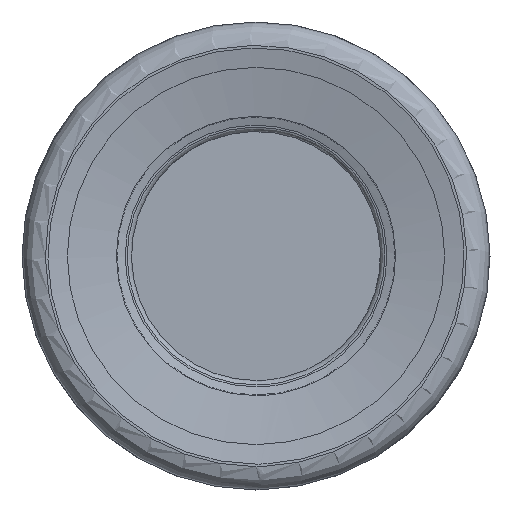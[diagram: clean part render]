
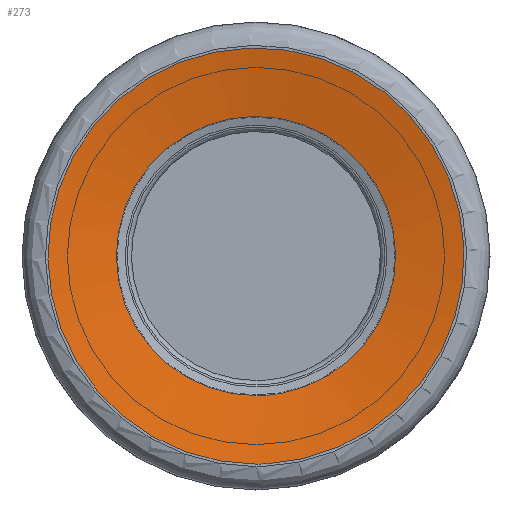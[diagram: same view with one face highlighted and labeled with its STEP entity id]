
A CAD part, left-side view. The second image highlights one B-rep face of the part: STEP entity #273.
In plain terms, the highlighted face is a revolution surface.
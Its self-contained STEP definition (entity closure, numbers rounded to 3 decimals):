
#47=SURFACE_OF_REVOLUTION('',#71,#63);
#63=AXIS1_PLACEMENT('',#734,#611);
#71=LINE('',#733,#79);
#79=VECTOR('',#610,5.011);
#244=FACE_BOUND('',#331,.T.);
#245=FACE_BOUND('',#332,.T.);
#273=ADVANCED_FACE('',(#244,#245),#47,.T.);
#331=EDGE_LOOP('',(#385));
#332=EDGE_LOOP('',(#386));
#385=ORIENTED_EDGE('',*,*,#426,.F.);
#386=ORIENTED_EDGE('',*,*,#440,.T.);
#399=VERTEX_POINT('',#650);
#413=VERTEX_POINT('',#730);
#426=EDGE_CURVE('',#399,#399,#453,.T.);
#440=EDGE_CURVE('',#413,#413,#467,.T.);
#453=CIRCLE('',#493,14.228);
#467=CIRCLE('',#507,9.545);
#493=AXIS2_PLACEMENT_3D('',#649,#558,#559);
#507=AXIS2_PLACEMENT_3D('',#729,#606,#607);
#558=DIRECTION('',(1.,0.,0.));
#559=DIRECTION('',(0.,0.,-1.));
#606=DIRECTION('',(1.,0.,0.));
#607=DIRECTION('',(0.,0.,-1.));
#610=DIRECTION('',(-0.178,-0.958,-0.224));
#611=DIRECTION('',(1.,0.,0.));
#649=CARTESIAN_POINT('',(0.015,0.,0.));
#650=CARTESIAN_POINT('',(0.015,0.,-14.228));
#729=CARTESIAN_POINT('',(0.906,0.,0.));
#730=CARTESIAN_POINT('',(0.906,0.,-9.545));
#733=CARTESIAN_POINT('',(0.906,-9.419,1.547));
#734=CARTESIAN_POINT('',(12.259,0.,0.));
